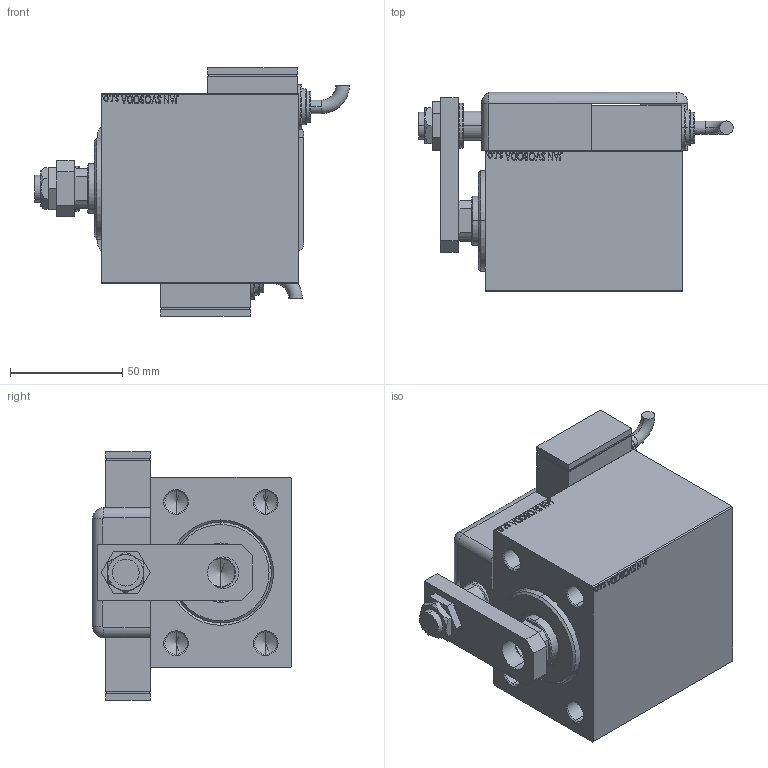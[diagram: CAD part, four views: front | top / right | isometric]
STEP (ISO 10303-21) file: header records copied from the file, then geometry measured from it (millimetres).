
FILE_DESCRIPTION (( 'STEP AP203' ), '1' );
FILE_NAME ('b437.STEP', '2025-09-24T15:09:58', ( '' ), ( '' ), 'SwSTEP 2.0', 'SolidWorks 2019', '' );
FILE_SCHEMA (( 'CONFIG_CONTROL_DESIGN' ));
Length unit declared in the file: millimetre
Products named in the file (13): KRYT 27e8a1c316b845cc66c4ab2021980225; TYC 27e8a1c316b845cc66c4ab2021980225; NUT_D19 27e8a1c316b845cc66c4ab2021980225; ZARAZKA_Q 27e8a1c316b845cc66c4ab2021980225; SWITCH Q 27e8a1c316b845cc66c4ab2021980225; NUT_D13 27e8a1c316b845cc66c4ab2021980225; V450CM_VC_B 27e8a1c316b845cc66c4ab2021980225; b437; SWITCH DIM A_G 27e8a1c316b845cc66c4ab2021980225; V450CM_B_Body 27e8a1c316b845cc66c4ab2021980225; V450CM_B_VCP 27e8a1c316b845cc66c4ab2021980225; MAGNETIC SWITCH Q 27e8a1c316b845cc66c4ab2021980225; SWITCH_Q_FRONT_BACK 27e8a1c316b845cc66c4ab2021980225
Assembly tree (13 placements, depth 3):
  b437
    V450CM_B_Body 27e8a1c316b845cc66c4ab2021980225
    V450CM_B_VCP 27e8a1c316b845cc66c4ab2021980225
    V450CM_VC_B 27e8a1c316b845cc66c4ab2021980225
    MAGNETIC SWITCH Q 27e8a1c316b845cc66c4ab2021980225
      SWITCH_Q_FRONT_BACK 27e8a1c316b845cc66c4ab2021980225
      TYC 27e8a1c316b845cc66c4ab2021980225
      ZARAZKA_Q 27e8a1c316b845cc66c4ab2021980225
      SWITCH DIM A_G 27e8a1c316b845cc66c4ab2021980225
      NUT_D19 27e8a1c316b845cc66c4ab2021980225
      NUT_D13 27e8a1c316b845cc66c4ab2021980225
      KRYT 27e8a1c316b845cc66c4ab2021980225
      SWITCH Q 27e8a1c316b845cc66c4ab2021980225  x2
Bounding box: 140.46 x 88.8 x 111 mm (x, y, z)
Volume: 570784.3 mm3; surface area: 120265.1 mm2
Topology: 13 solids, 13 shells, 1265 faces, 3208 edges, 2099 vertices
Faces by surface type: plane 607, bspline 471, cylinder 109, cone 54, torus 22, sphere 2
Entity records: 60147 total; most frequent: CARTESIAN_POINT 32250, ORIENTED_EDGE 6188, DIRECTION 3942, EDGE_CURVE 3094, VERTEX_POINT 2039, LINE 1852, VECTOR 1852, EDGE_LOOP 1391
